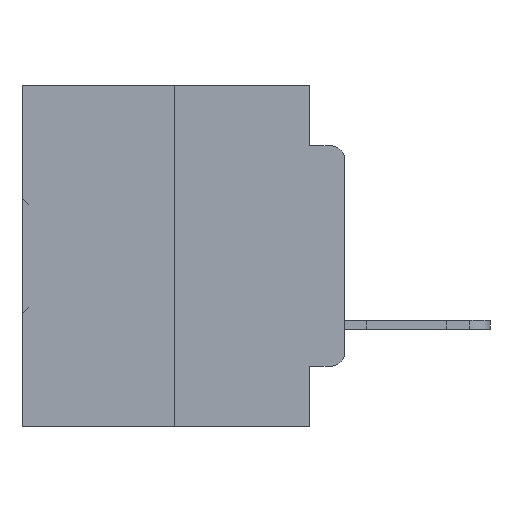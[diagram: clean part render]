
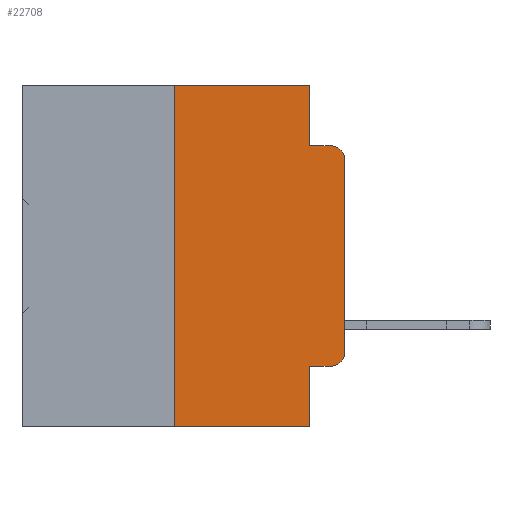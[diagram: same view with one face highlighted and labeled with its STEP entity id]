
A CAD part, left-side view. The second image highlights one B-rep face of the part: STEP entity #22708.
In plain terms, the highlighted planar face has unit normal (-1, 0, 0).
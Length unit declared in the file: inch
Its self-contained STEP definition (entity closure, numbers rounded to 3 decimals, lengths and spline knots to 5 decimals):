
#1779 = LINE ( 'NONE', #12117, #24594 ) ;
#1835 = CARTESIAN_POINT ( 'NONE',  ( 0., 0.051, -0.0885 ) ) ;
#2562 = LINE ( 'NONE', #14059, #16943 ) ;
#3549 = CARTESIAN_POINT ( 'NONE',  ( 0., 0.25, 0. ) ) ;
#3816 = EDGE_CURVE ( 'NONE', #30993, #7036, #22137, .T. ) ;
#4946 = DIRECTION ( 'NONE',  ( 0., -1., 0. ) ) ;
#6931 = CARTESIAN_POINT ( 'NONE',  ( 0., 0.051, -0.4115 ) ) ;
#7036 = VERTEX_POINT ( 'NONE', #19287 ) ;
#7618 = PLANE ( 'NONE',  #15867 ) ;
#7634 = LINE ( 'NONE', #31696, #21676 ) ;
#8058 = ORIENTED_EDGE ( 'NONE', *, *, #35718, .T. ) ;
#8208 = VECTOR ( 'NONE', #28878, 39.37008 ) ;
#8375 = CARTESIAN_POINT ( 'NONE',  ( 0., 0.051, -0.5 ) ) ;
#8398 = ORIENTED_EDGE ( 'NONE', *, *, #35932, .T. ) ;
#8539 = EDGE_CURVE ( 'NONE', #35991, #11585, #7634, .T. ) ;
#8649 = DIRECTION ( 'NONE',  ( -1., 0., 0. ) ) ;
#8708 = DIRECTION ( 'NONE',  ( 0., 0., 1. ) ) ;
#8737 = VECTOR ( 'NONE', #27045, 39.37008 ) ;
#9566 = LINE ( 'NONE', #11398, #15178 ) ;
#9857 = ORIENTED_EDGE ( 'NONE', *, *, #22335, .T. ) ;
#10439 = DIRECTION ( 'NONE',  ( 1., 0., 0. ) ) ;
#10929 = VECTOR ( 'NONE', #36011, 39.37008 ) ;
#11398 = CARTESIAN_POINT ( 'NONE',  ( 0., 0., 0. ) ) ;
#11585 = VERTEX_POINT ( 'NONE', #8375 ) ;
#12117 = CARTESIAN_POINT ( 'NONE',  ( 0., 0.473, -0.5 ) ) ;
#12225 = ORIENTED_EDGE ( 'NONE', *, *, #14823, .F. ) ;
#12389 = VERTEX_POINT ( 'NONE', #36438 ) ;
#14059 = CARTESIAN_POINT ( 'NONE',  ( 0., 0.473, 0. ) ) ;
#14653 = VERTEX_POINT ( 'NONE', #26734 ) ;
#14823 = EDGE_CURVE ( 'NONE', #12389, #32180, #29425, .T. ) ;
#15178 = VECTOR ( 'NONE', #8708, 39.37008 ) ;
#15867 = AXIS2_PLACEMENT_3D ( 'NONE', #27136, #10439, #29901 ) ;
#16039 = ORIENTED_EDGE ( 'NONE', *, *, #33252, .F. ) ;
#16047 = VERTEX_POINT ( 'NONE', #31916 ) ;
#16870 = DIRECTION ( 'NONE',  ( 0., -1., 0. ) ) ;
#16943 = VECTOR ( 'NONE', #16870, 39.37008 ) ;
#17115 = EDGE_LOOP ( 'NONE', ( #8058, #9857, #12225, #16039, #33325, #24747, #22251, #35287, #8398, #26721 ) ) ;
#17718 = DIRECTION ( 'NONE',  ( 0., -1., 0. ) ) ;
#17887 = FACE_OUTER_BOUND ( 'NONE', #17115, .T. ) ;
#19287 = CARTESIAN_POINT ( 'NONE',  ( 0., 0., -0.3915 ) ) ;
#19486 = CARTESIAN_POINT ( 'NONE',  ( 0., 0.051, 0. ) ) ;
#21359 = VERTEX_POINT ( 'NONE', #23626 ) ;
#21676 = VECTOR ( 'NONE', #31212, 39.37008 ) ;
#22112 = VECTOR ( 'NONE', #4946, 39.37008 ) ;
#22137 = CIRCLE ( 'NONE', #31618, 0.02 ) ;
#22251 = ORIENTED_EDGE ( 'NONE', *, *, #27548, .T. ) ;
#22335 = EDGE_CURVE ( 'NONE', #16047, #32180, #27654, .T. ) ;
#22708 = ADVANCED_FACE ( 'NONE', ( #17887 ), #7618, .F. ) ;
#23626 = CARTESIAN_POINT ( 'NONE',  ( 0., 0.25, -0.5 ) ) ;
#24537 = CARTESIAN_POINT ( 'NONE',  ( 0., 0.25, 0. ) ) ;
#24594 = VECTOR ( 'NONE', #17718, 39.37008 ) ;
#24747 = ORIENTED_EDGE ( 'NONE', *, *, #34808, .F. ) ;
#24807 = AXIS2_PLACEMENT_3D ( 'NONE', #25370, #8649, #28100 ) ;
#25370 = CARTESIAN_POINT ( 'NONE',  ( 0., 0.02, -0.1085 ) ) ;
#25597 = VERTEX_POINT ( 'NONE', #3549 ) ;
#26721 = ORIENTED_EDGE ( 'NONE', *, *, #3816, .T. ) ;
#26734 = CARTESIAN_POINT ( 'NONE',  ( 0., 0.051, 0. ) ) ;
#27045 = DIRECTION ( 'NONE',  ( 0., 0., 1. ) ) ;
#27136 = CARTESIAN_POINT ( 'NONE',  ( 0., 0.473, 0. ) ) ;
#27165 = CARTESIAN_POINT ( 'NONE',  ( 0., 0.02, -0.0885 ) ) ;
#27548 = EDGE_CURVE ( 'NONE', #21359, #11585, #1779, .T. ) ;
#27654 = CIRCLE ( 'NONE', #24807, 0.02 ) ;
#28100 = DIRECTION ( 'NONE',  ( 0., 0., -1. ) ) ;
#28878 = DIRECTION ( 'NONE',  ( 0., -1., 0. ) ) ;
#29425 = LINE ( 'NONE', #1835, #22112 ) ;
#29540 = LINE ( 'NONE', #34460, #8208 ) ;
#29901 = DIRECTION ( 'NONE',  ( 0., 0., -1. ) ) ;
#30005 = CARTESIAN_POINT ( 'NONE',  ( 0., 0.02, -0.4115 ) ) ;
#30472 = DIRECTION ( 'NONE',  ( 0., 0., -1. ) ) ;
#30861 = DIRECTION ( 'NONE',  ( -1., 0., 0. ) ) ;
#30906 = CARTESIAN_POINT ( 'NONE',  ( 0., 0.02, -0.3915 ) ) ;
#30928 = LINE ( 'NONE', #24537, #8737 ) ;
#30993 = VERTEX_POINT ( 'NONE', #30005 ) ;
#31212 = DIRECTION ( 'NONE',  ( 0., 0., -1. ) ) ;
#31618 = AXIS2_PLACEMENT_3D ( 'NONE', #30906, #30861, #30472 ) ;
#31696 = CARTESIAN_POINT ( 'NONE',  ( 0., 0.051, 0. ) ) ;
#31916 = CARTESIAN_POINT ( 'NONE',  ( 0., 0., -0.1085 ) ) ;
#32180 = VERTEX_POINT ( 'NONE', #27165 ) ;
#33122 = LINE ( 'NONE', #19486, #10929 ) ;
#33252 = EDGE_CURVE ( 'NONE', #14653, #12389, #33122, .T. ) ;
#33325 = ORIENTED_EDGE ( 'NONE', *, *, #35675, .F. ) ;
#34460 = CARTESIAN_POINT ( 'NONE',  ( 0., 0.051, -0.4115 ) ) ;
#34808 = EDGE_CURVE ( 'NONE', #21359, #25597, #30928, .T. ) ;
#35287 = ORIENTED_EDGE ( 'NONE', *, *, #8539, .F. ) ;
#35675 = EDGE_CURVE ( 'NONE', #25597, #14653, #2562, .T. ) ;
#35718 = EDGE_CURVE ( 'NONE', #7036, #16047, #9566, .T. ) ;
#35932 = EDGE_CURVE ( 'NONE', #35991, #30993, #29540, .T. ) ;
#35991 = VERTEX_POINT ( 'NONE', #6931 ) ;
#36011 = DIRECTION ( 'NONE',  ( 0., 0., -1. ) ) ;
#36438 = CARTESIAN_POINT ( 'NONE',  ( 0., 0.051, -0.0885 ) ) ;
